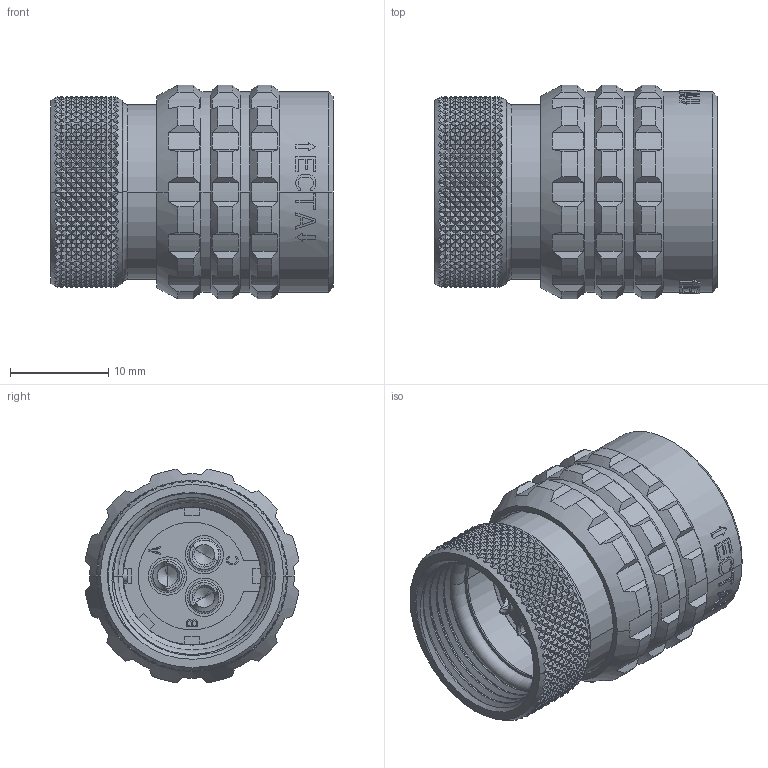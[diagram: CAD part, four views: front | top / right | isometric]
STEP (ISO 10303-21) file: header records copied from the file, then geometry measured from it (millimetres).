
FILE_DESCRIPTION((''),'2;1');
FILE_NAME('1332M103MZ','2024-07-24T09:58:45',('paultorloting'),('NET AG system integration'),'CREO PARAMETRIC BY PTC INC, 2021404','CREO PARAMETRIC BY PTC INC, 2021404','');
FILE_SCHEMA(('AUTOMOTIVE_DESIGN { 1 0 10303 214 1 1 1 1 }'));
Products named in the file (1): 1332M103MZ
Bounding box: 28.8 x 21.79 x 21.79 mm (x, y, z)
Volume: 5725.6 mm3; surface area: 5902.3 mm2
Topology: 1 solids, 3 shells, 4644 faces, 8528 edges, 3926 vertices
Faces by surface type: bspline 3366, plane 974, cylinder 197, cone 56, torus 37, sphere 14
Entity records: 197724 total; most frequent: CARTESIAN_POINT 98886, ORIENTED_EDGE 17016, EDGE_CURVE 8508, B_SPLINE_CURVE_WITH_KNOTS 5941, DIRECTION 5709, EDGE_LOOP 4708, FACE_OUTER_BOUND 4644, ADVANCED_FACE 4644
